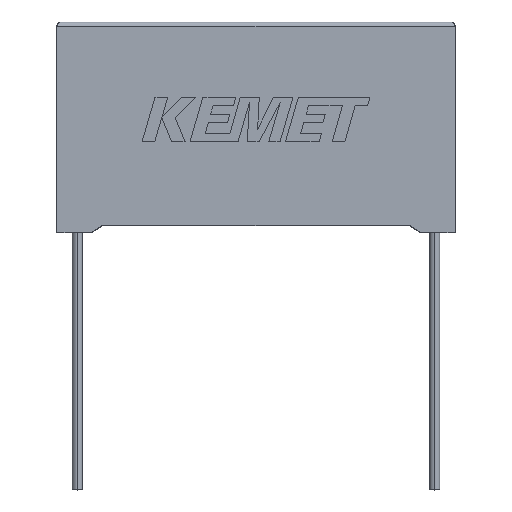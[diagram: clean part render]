
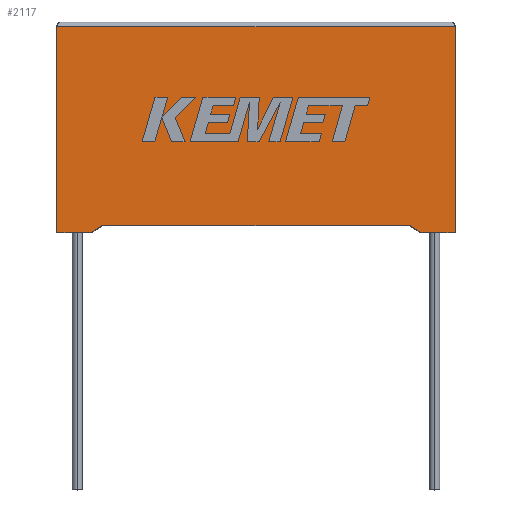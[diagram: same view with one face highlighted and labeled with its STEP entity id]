
A CAD part, top view. The second image highlights one B-rep face of the part: STEP entity #2117.
In plain terms, the highlighted planar face has unit normal (0, 0, 1).
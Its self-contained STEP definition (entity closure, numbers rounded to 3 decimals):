
#8 = EDGE_CURVE ( 'NONE', #2437, #2963, #2087, .T. ) ;
#17 = CARTESIAN_POINT ( 'NONE',  ( 36.989, 0.762, 11.2 ) ) ;
#126 = VECTOR ( 'NONE', #1169, 1000. ) ;
#136 = VECTOR ( 'NONE', #1443, 1000. ) ;
#164 = CARTESIAN_POINT ( 'NONE',  ( 4.811, 0.762, 11.2 ) ) ;
#172 = VERTEX_POINT ( 'NONE', #17 ) ;
#202 = DIRECTION ( 'NONE',  ( 0.836, -0.549, 0. ) ) ;
#206 = CARTESIAN_POINT ( 'NONE',  ( 3.65, 0., 11.2 ) ) ;
#240 = LINE ( 'NONE', #1197, #136 ) ;
#241 = VECTOR ( 'NONE', #1042, 1000. ) ;
#249 = ORIENTED_EDGE ( 'NONE', *, *, #1401, .F. ) ;
#253 = VECTOR ( 'NONE', #1210, 1000. ) ;
#255 = DIRECTION ( 'NONE',  ( -1., 0., 0. ) ) ;
#289 = EDGE_CURVE ( 'NONE', #1913, #1879, #2233, .T. ) ;
#308 = CARTESIAN_POINT ( 'NONE',  ( 3.65, 0., 11.2 ) ) ;
#351 = ORIENTED_EDGE ( 'NONE', *, *, #864, .T. ) ;
#383 = DIRECTION ( 'NONE',  ( 1., 0., 0. ) ) ;
#568 = CARTESIAN_POINT ( 'NONE',  ( 0., 21.6, 11.2 ) ) ;
#776 = DIRECTION ( 'NONE',  ( -1., 0., 0. ) ) ;
#798 = CARTESIAN_POINT ( 'NONE',  ( 0., 0., 11.2 ) ) ;
#821 = CARTESIAN_POINT ( 'NONE',  ( 0., 0., 11.2 ) ) ;
#845 = VECTOR ( 'NONE', #776, 1000. ) ;
#860 = CARTESIAN_POINT ( 'NONE',  ( 38.15, 0., 11.2 ) ) ;
#864 = EDGE_CURVE ( 'NONE', #931, #1980, #2216, .T. ) ;
#931 = VERTEX_POINT ( 'NONE', #568 ) ;
#957 = LINE ( 'NONE', #3044, #253 ) ;
#973 = CARTESIAN_POINT ( 'NONE',  ( 38.15, 0., 11.2 ) ) ;
#1042 = DIRECTION ( 'NONE',  ( 0., -1., 0. ) ) ;
#1054 = CARTESIAN_POINT ( 'NONE',  ( 20.9, 0.762, 11.2 ) ) ;
#1163 = EDGE_CURVE ( 'NONE', #1879, #1654, #240, .T. ) ;
#1169 = DIRECTION ( 'NONE',  ( -0.836, -0.549, 0. ) ) ;
#1180 = ORIENTED_EDGE ( 'NONE', *, *, #1547, .T. ) ;
#1196 = VECTOR ( 'NONE', #1699, 1000. ) ;
#1197 = CARTESIAN_POINT ( 'NONE',  ( 41.8, 0., 11.2 ) ) ;
#1210 = DIRECTION ( 'NONE',  ( -1., 0., 0. ) ) ;
#1335 = EDGE_CURVE ( 'NONE', #1980, #2963, #2821, .T. ) ;
#1401 = EDGE_CURVE ( 'NONE', #172, #2437, #2923, .T. ) ;
#1443 = DIRECTION ( 'NONE',  ( 0., 1., 0. ) ) ;
#1453 = ORIENTED_EDGE ( 'NONE', *, *, #1163, .T. ) ;
#1547 = EDGE_CURVE ( 'NONE', #1654, #931, #957, .T. ) ;
#1600 = EDGE_LOOP ( 'NONE', ( #1453, #1180, #351, #2353, #2196, #249, #2066, #2800 ) ) ;
#1654 = VERTEX_POINT ( 'NONE', #2051 ) ;
#1699 = DIRECTION ( 'NONE',  ( 1., 0., 0. ) ) ;
#1831 = VECTOR ( 'NONE', #383, 1000. ) ;
#1856 = DIRECTION ( 'NONE',  ( 0., 0., -1. ) ) ;
#1879 = VERTEX_POINT ( 'NONE', #3036 ) ;
#1913 = VERTEX_POINT ( 'NONE', #973 ) ;
#1979 = CARTESIAN_POINT ( 'NONE',  ( 0., 0., 11.2 ) ) ;
#1980 = VERTEX_POINT ( 'NONE', #798 ) ;
#2051 = CARTESIAN_POINT ( 'NONE',  ( 41.8, 21.6, 11.2 ) ) ;
#2066 = ORIENTED_EDGE ( 'NONE', *, *, #2108, .T. ) ;
#2084 = CARTESIAN_POINT ( 'NONE',  ( 0., 0., 11.2 ) ) ;
#2087 = LINE ( 'NONE', #206, #126 ) ;
#2108 = EDGE_CURVE ( 'NONE', #172, #1913, #2970, .T. ) ;
#2117 = ADVANCED_FACE ( 'NONE', ( #2797 ), #2518, .F. ) ;
#2196 = ORIENTED_EDGE ( 'NONE', *, *, #8, .F. ) ;
#2216 = LINE ( 'NONE', #821, #241 ) ;
#2233 = LINE ( 'NONE', #1979, #1831 ) ;
#2353 = ORIENTED_EDGE ( 'NONE', *, *, #1335, .T. ) ;
#2418 = CARTESIAN_POINT ( 'NONE',  ( 0., 0., 11.2 ) ) ;
#2437 = VERTEX_POINT ( 'NONE', #164 ) ;
#2518 = PLANE ( 'NONE',  #2723 ) ;
#2723 = AXIS2_PLACEMENT_3D ( 'NONE', #2084, #1856, #255 ) ;
#2797 = FACE_OUTER_BOUND ( 'NONE', #1600, .T. ) ;
#2800 = ORIENTED_EDGE ( 'NONE', *, *, #289, .T. ) ;
#2811 = VECTOR ( 'NONE', #202, 1000. ) ;
#2821 = LINE ( 'NONE', #2418, #1196 ) ;
#2923 = LINE ( 'NONE', #1054, #845 ) ;
#2963 = VERTEX_POINT ( 'NONE', #308 ) ;
#2970 = LINE ( 'NONE', #860, #2811 ) ;
#3036 = CARTESIAN_POINT ( 'NONE',  ( 41.8, 0., 11.2 ) ) ;
#3044 = CARTESIAN_POINT ( 'NONE',  ( 0., 21.6, 11.2 ) ) ;
